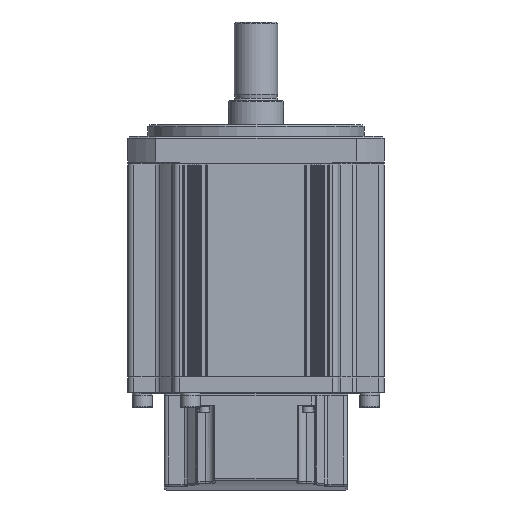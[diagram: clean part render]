
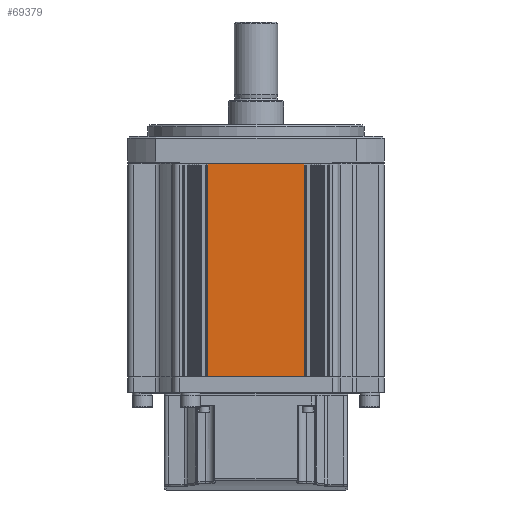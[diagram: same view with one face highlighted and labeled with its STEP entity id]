
A CAD part, front view. The second image highlights one B-rep face of the part: STEP entity #69379.
In plain terms, the highlighted planar face has unit normal (0, -1, 0).
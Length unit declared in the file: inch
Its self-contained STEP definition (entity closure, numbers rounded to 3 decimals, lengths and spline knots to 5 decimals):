
#1293 = CARTESIAN_POINT ( 'NONE',  ( 0.96457, -2.55906, -4.64567 ) ) ;
#1680 = EDGE_CURVE ( 'NONE', #6218, #56512, #17942, .T. ) ;
#1918 = ORIENTED_EDGE ( 'NONE', *, *, #1680, .F. ) ;
#2627 = VECTOR ( 'NONE', #50868, 39.37008 ) ;
#3085 = EDGE_CURVE ( 'NONE', #56512, #49965, #57592, .T. ) ;
#6218 = VERTEX_POINT ( 'NONE', #74619 ) ;
#10409 = CARTESIAN_POINT ( 'NONE',  ( -2.53937, -2.55906, -0.3937 ) ) ;
#11936 = DIRECTION ( 'NONE',  ( 1., 0., 0. ) ) ;
#12017 = LINE ( 'NONE', #45101, #51011 ) ;
#17942 = LINE ( 'NONE', #10409, #59611 ) ;
#20167 = ORIENTED_EDGE ( 'NONE', *, *, #3085, .F. ) ;
#22126 = DIRECTION ( 'NONE',  ( -1., 0., 0. ) ) ;
#22879 = CARTESIAN_POINT ( 'NONE',  ( 0.96457, -2.55906, -0.3937 ) ) ;
#24066 = FACE_OUTER_BOUND ( 'NONE', #60833, .T. ) ;
#25022 = CARTESIAN_POINT ( 'NONE',  ( 0.96457, -2.55906, -0.3937 ) ) ;
#35278 = DIRECTION ( 'NONE',  ( 0., 1., 0. ) ) ;
#37647 = EDGE_CURVE ( 'NONE', #54592, #6218, #72269, .T. ) ;
#44627 = CARTESIAN_POINT ( 'NONE',  ( -0.96457, -2.55906, -0.3937 ) ) ;
#45101 = CARTESIAN_POINT ( 'NONE',  ( -2.53937, -2.55906, -4.64567 ) ) ;
#47173 = PLANE ( 'NONE',  #74659 ) ;
#49914 = CARTESIAN_POINT ( 'NONE',  ( 0.96457, -2.55906, -0.3937 ) ) ;
#49965 = VERTEX_POINT ( 'NONE', #1293 ) ;
#50868 = DIRECTION ( 'NONE',  ( 0., 0., 1. ) ) ;
#51011 = VECTOR ( 'NONE', #22126, 39.37008 ) ;
#54592 = VERTEX_POINT ( 'NONE', #57583 ) ;
#56512 = VERTEX_POINT ( 'NONE', #49914 ) ;
#57583 = CARTESIAN_POINT ( 'NONE',  ( -0.96457, -2.55906, -4.64567 ) ) ;
#57592 = LINE ( 'NONE', #25022, #69684 ) ;
#59611 = VECTOR ( 'NONE', #11936, 39.37008 ) ;
#60833 = EDGE_LOOP ( 'NONE', ( #20167, #1918, #66992, #74012 ) ) ;
#64530 = EDGE_CURVE ( 'NONE', #49965, #54592, #12017, .T. ) ;
#66992 = ORIENTED_EDGE ( 'NONE', *, *, #37647, .F. ) ;
#69379 = ADVANCED_FACE ( 'NONE', ( #24066 ), #47173, .F. ) ;
#69684 = VECTOR ( 'NONE', #72651, 39.37008 ) ;
#72269 = LINE ( 'NONE', #44627, #2627 ) ;
#72651 = DIRECTION ( 'NONE',  ( 0., 0., -1. ) ) ;
#74012 = ORIENTED_EDGE ( 'NONE', *, *, #64530, .F. ) ;
#74619 = CARTESIAN_POINT ( 'NONE',  ( -0.96457, -2.55906, -0.3937 ) ) ;
#74659 = AXIS2_PLACEMENT_3D ( 'NONE', #22879, #35278, #76540 ) ;
#76540 = DIRECTION ( 'NONE',  ( 0., 0., 1. ) ) ;
